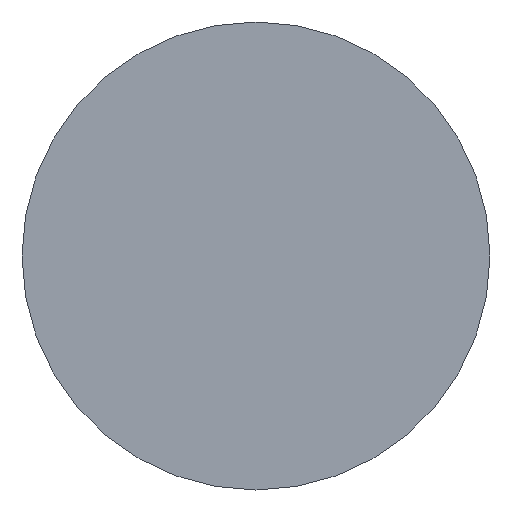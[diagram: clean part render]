
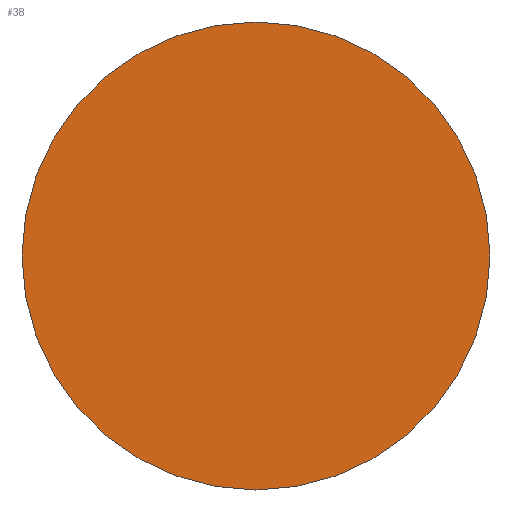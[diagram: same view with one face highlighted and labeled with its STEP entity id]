
A CAD part, left-side view. The second image highlights one B-rep face of the part: STEP entity #38.
In plain terms, the highlighted planar face has unit normal (-1, 0, 0).
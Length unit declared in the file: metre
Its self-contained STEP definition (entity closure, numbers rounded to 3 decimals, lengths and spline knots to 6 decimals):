
#38 = ADVANCED_FACE( '', ( #77 ), #78, .T. );
#77 = FACE_OUTER_BOUND( '', #114, .T. );
#78 = PLANE( '', #115 );
#114 = EDGE_LOOP( '', ( #151 ) );
#115 = AXIS2_PLACEMENT_3D( '', #152, #153, #154 );
#151 = ORIENTED_EDGE( '', *, *, #188, .F. );
#152 = CARTESIAN_POINT( '', ( -0.042813, 0.052724, 0.569365 ) );
#153 = DIRECTION( '', ( -1., 0., 0. ) );
#154 = DIRECTION( '', ( 0., 0., 1. ) );
#188 = EDGE_CURVE( '', #209, #209, #210, .F. );
#209 = VERTEX_POINT( '', #231 );
#210 = CIRCLE( '', #232, 0.0035 );
#231 = CARTESIAN_POINT( '', ( -0.042813, 0.052724, 0.572865 ) );
#232 = AXIS2_PLACEMENT_3D( '', #255, #256, #257 );
#255 = CARTESIAN_POINT( '', ( -0.042813, 0.052724, 0.569365 ) );
#256 = DIRECTION( '', ( -1., 0., 0. ) );
#257 = DIRECTION( '', ( 0., 0., 1. ) );
